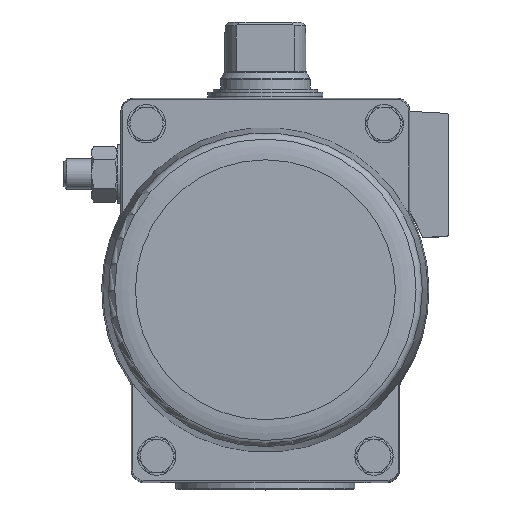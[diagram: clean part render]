
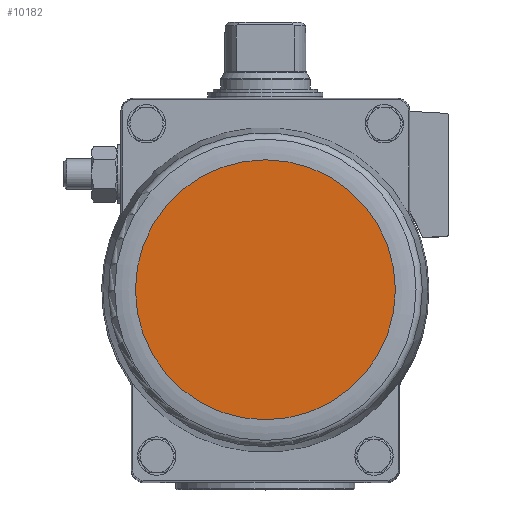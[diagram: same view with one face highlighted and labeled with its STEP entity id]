
A CAD part, top view. The second image highlights one B-rep face of the part: STEP entity #10182.
In plain terms, the highlighted planar face has unit normal (0, 0, 1).
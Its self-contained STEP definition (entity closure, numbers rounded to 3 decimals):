
#3514=ORIENTED_EDGE('',*,*,#5467,.T.);
#5467=EDGE_CURVE('',#6610,#6610,#7287,.T.);
#6610=VERTEX_POINT('',#17423);
#7287=CIRCLE('',#11528,50.85);
#8089=EDGE_LOOP('',(#3514));
#9060=FACE_BOUND('',#8089,.T.);
#9644=PLANE('',#11529);
#10182=ADVANCED_FACE('',(#9060),#9644,.F.);
#11528=AXIS2_PLACEMENT_3D('',#17422,#13884,#13885);
#11529=AXIS2_PLACEMENT_3D('',#17424,#13886,#13887);
#13884=DIRECTION('',(0.,0.,1.));
#13885=DIRECTION('',(1.,0.,0.));
#13886=DIRECTION('',(0.,0.,-1.));
#13887=DIRECTION('',(-1.,0.,0.));
#17422=CARTESIAN_POINT('',(0.,0.,150.7));
#17423=CARTESIAN_POINT('',(50.85,0.,150.7));
#17424=CARTESIAN_POINT('',(50.85,0.,150.7));
